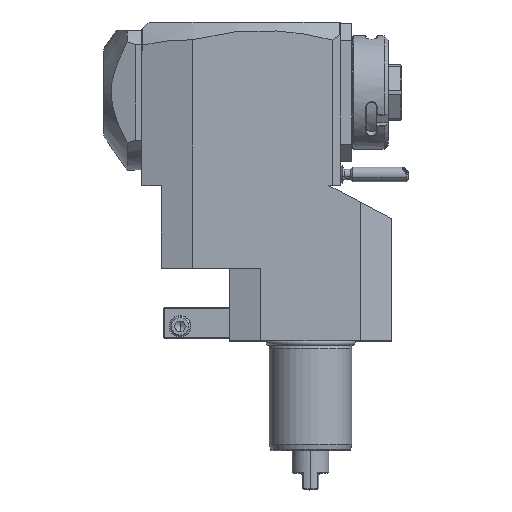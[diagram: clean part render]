
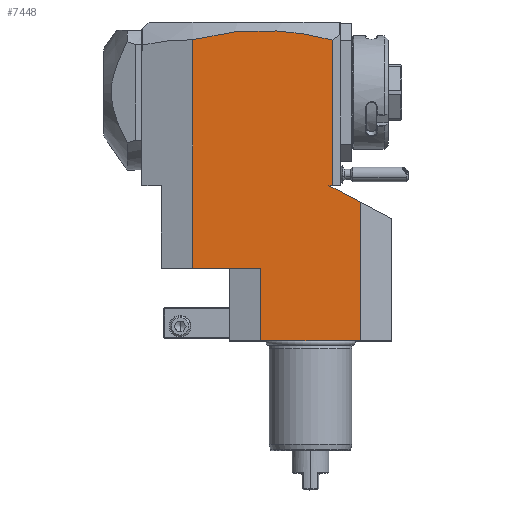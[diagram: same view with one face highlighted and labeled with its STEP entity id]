
A CAD part, top view. The second image highlights one B-rep face of the part: STEP entity #7448.
In plain terms, the highlighted planar face has unit normal (0, 0, 1).
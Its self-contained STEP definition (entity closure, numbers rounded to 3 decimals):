
#17=DIRECTION('',(-1.,0.,0.));
#18=VECTOR('',#17,48.);
#19=CARTESIAN_POINT('',(24.,0.,37.5));
#20=LINE('',#19,#18);
#63=DIRECTION('',(0.,-1.,0.));
#64=VECTOR('',#63,70.258);
#65=CARTESIAN_POINT('',(10.5,145.258,37.5));
#66=LINE('',#65,#64);
#67=DIRECTION('',(-1.,0.,0.));
#68=VECTOR('',#67,1.592);
#69=CARTESIAN_POINT('',(10.5,75.,37.5));
#70=LINE('',#69,#68);
#71=DIRECTION('',(-0.883,0.469,0.));
#72=VECTOR('',#71,17.092);
#73=CARTESIAN_POINT('',(24.,66.976,37.5));
#74=LINE('',#73,#72);
#75=CARTESIAN_POINT('',(-57.,145.435,37.5));
#76=CARTESIAN_POINT('',(-51.371,146.939,37.5));
#77=CARTESIAN_POINT('',(-40.115,149.162,37.5));
#78=CARTESIAN_POINT('',(-23.238,150.233,37.5));
#79=CARTESIAN_POINT('',(-6.365,149.072,37.5));
#80=CARTESIAN_POINT('',(4.879,146.791,37.5));
#81=CARTESIAN_POINT('',(10.5,145.258,37.5));
#2321=DIRECTION('',(0.,-1.,0.));
#2322=VECTOR('',#2321,110.435);
#2323=CARTESIAN_POINT('',(-57.,145.435,37.5));
#2324=LINE('',#2323,#2322);
#2341=DIRECTION('',(1.,0.,0.));
#2342=VECTOR('',#2341,33.);
#2343=CARTESIAN_POINT('',(-57.,35.,37.5));
#2344=LINE('',#2343,#2342);
#2861=DIRECTION('',(0.,-1.,0.));
#2862=VECTOR('',#2861,35.);
#2863=CARTESIAN_POINT('',(-24.,35.,37.5));
#2864=LINE('',#2863,#2862);
#4923=DIRECTION('',(0.,1.,0.));
#4924=VECTOR('',#4923,66.976);
#4925=CARTESIAN_POINT('',(24.,0.,37.5));
#4926=LINE('',#4925,#4924);
#6806=VERTEX_POINT('',#75);
#6807=VERTEX_POINT('',#81);
#7155=CARTESIAN_POINT('',(24.,0.,37.5));
#7156=VERTEX_POINT('',#7155);
#7157=CARTESIAN_POINT('',(-24.,0.,37.5));
#7158=VERTEX_POINT('',#7157);
#7191=CARTESIAN_POINT('',(-57.,35.,37.5));
#7193=VERTEX_POINT('',#7191);
#7205=CARTESIAN_POINT('',(10.5,75.,37.5));
#7206=VERTEX_POINT('',#7205);
#7213=CARTESIAN_POINT('',(24.,66.976,37.5));
#7214=VERTEX_POINT('',#7213);
#7337=CARTESIAN_POINT('',(8.908,75.,37.5));
#7338=VERTEX_POINT('',#7337);
#7341=CARTESIAN_POINT('',(-24.,35.,37.5));
#7342=VERTEX_POINT('',#7341);
#7425=CARTESIAN_POINT('',(-39.202,35.,37.5));
#7426=DIRECTION('',(0.,0.,1.));
#7427=DIRECTION('',(1.,0.,0.));
#7428=AXIS2_PLACEMENT_3D('',#7425,#7426,#7427);
#7429=PLANE('',#7428);
#7431=ORIENTED_EDGE('',*,*,#7430,.T.);
#7432=ORIENTED_EDGE('',*,*,#7411,.T.);
#7434=ORIENTED_EDGE('',*,*,#7433,.F.);
#7436=ORIENTED_EDGE('',*,*,#7435,.F.);
#7437=ORIENTED_EDGE('',*,*,#7358,.T.);
#7439=ORIENTED_EDGE('',*,*,#7438,.F.);
#7441=ORIENTED_EDGE('',*,*,#7440,.F.);
#7443=ORIENTED_EDGE('',*,*,#7442,.F.);
#7445=ORIENTED_EDGE('',*,*,#7444,.T.);
#7446=EDGE_LOOP('',(#7431,#7432,#7434,#7436,#7437,#7439,#7441,#7443,#7445));
#7447=FACE_OUTER_BOUND('',#7446,.F.);
#82=B_SPLINE_CURVE_WITH_KNOTS('',3,(#75,#76,#77,#78,#79,#80,#81),.UNSPECIFIED.,
.F.,.F.,(4,1,1,1,4),(0.,0.25,0.5,0.75,1.),.UNSPECIFIED.);
#7358=EDGE_CURVE('',#7156,#7158,#20,.T.);
#7411=EDGE_CURVE('',#7206,#7338,#70,.T.);
#7430=EDGE_CURVE('',#6807,#7206,#66,.T.);
#7433=EDGE_CURVE('',#7214,#7338,#74,.T.);
#7435=EDGE_CURVE('',#7156,#7214,#4926,.T.);
#7438=EDGE_CURVE('',#7342,#7158,#2864,.T.);
#7440=EDGE_CURVE('',#7193,#7342,#2344,.T.);
#7442=EDGE_CURVE('',#6806,#7193,#2324,.T.);
#7444=EDGE_CURVE('',#6806,#6807,#82,.T.);
#7448=ADVANCED_FACE('',(#7447),#7429,.T.);
